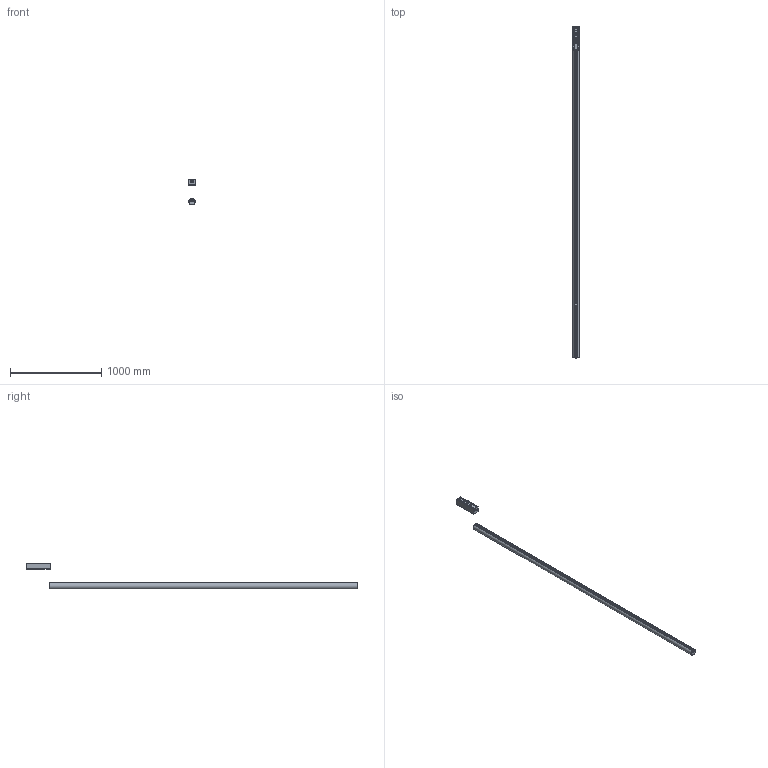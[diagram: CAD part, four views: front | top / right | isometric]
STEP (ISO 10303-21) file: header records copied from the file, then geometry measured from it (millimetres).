
FILE_DESCRIPTION(/* description */ ('This is a sample STEP configuration'),/* implementation_level */ '2;1');
FILE_NAME(/* name */ '720-00235xxxxxxx _Simple.ipt_Rev_00.3.stp',/* time_stamp */ '2021-02-06T14:36:39+01:00',/* author */ ('powerJobs'),/* organization */ ('coolOrange'),/* preprocessor_version */ 'ST-DEVELOPER v18.1',/* originating_system */ 'Autodesk Inventor 2020',/* authorisation */ '');
FILE_SCHEMA (('AUTOMOTIVE_DESIGN { 1 0 10303 214 3 1 1 }'));
Products named in the file (1): ENG000018485
Bounding box: 70 x 3644.5 x 285.26 mm (x, y, z)
Volume: 2151632.4 mm3; surface area: 2555556.1 mm2
Topology: 22 solids, 42 shells, 7961 faces, 22121 edges, 14104 vertices
Faces by surface type: plane 4234, cylinder 1953, bspline 833, cone 426, torus 363, sphere 152
Full cylindrical faces by diameter (mm): 1.5 x4, 2.1 x16, 2.2 x1, 2.5 x18, 2.6 x15, 2.8 x2, 3 x11, 3.242 x5, 3.6 x2, 3.7 x1, 3.8 x1, 3.9 x2, 3.95 x1, 4.1 x1, 4.2 x1, 4.4 x4, 4.5 x1, 4.6 x2, 4.7 x6, 4.996 x5, 5 x27, 5.2 x12, 5.4 x7, 5.9 x1, 6.599 x2, 7.12 x2, 7.2 x2, 7.6 x1, 8.3 x7, 8.4 x7
Entity records: 296628 total; most frequent: CARTESIAN_POINT 85744, ORIENTED_EDGE 44102, DIRECTION 40990, EDGE_CURVE 22051, VERTEX_POINT 14106, LINE 13684, VECTOR 13684, AXIS2_PLACEMENT_3D 13653
